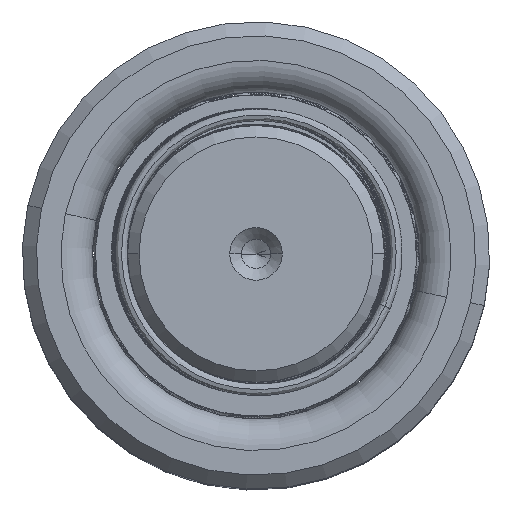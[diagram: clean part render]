
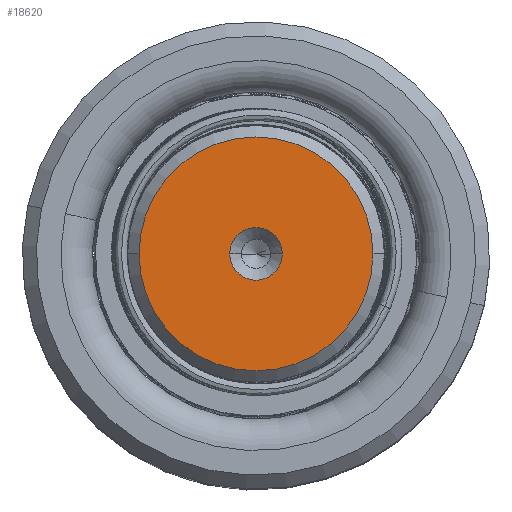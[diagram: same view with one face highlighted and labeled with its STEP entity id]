
A CAD part, top view. The second image highlights one B-rep face of the part: STEP entity #18620.
In plain terms, the highlighted planar face has unit normal (0, 0, 1).
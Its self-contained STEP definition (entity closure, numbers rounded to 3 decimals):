
#17 = CARTESIAN_POINT ( 'NONE',  ( 0., 0., 130. ) ) ;
#276 = DIRECTION ( 'NONE',  ( 0., 0., 1. ) ) ;
#535 = DIRECTION ( 'NONE',  ( 1., 0., 0. ) ) ;
#1130 = PLANE ( 'NONE',  #16302 ) ;
#2705 = DIRECTION ( 'NONE',  ( 1., 0., 0. ) ) ;
#3185 = CIRCLE ( 'NONE', #45999, 2.25 ) ;
#3588 = DIRECTION ( 'NONE',  ( 0., 0., 1. ) ) ;
#3790 = CARTESIAN_POINT ( 'NONE',  ( -2.25, 0., 130. ) ) ;
#3809 = CARTESIAN_POINT ( 'NONE',  ( 2.25, 0., 130. ) ) ;
#4443 = FACE_BOUND ( 'NONE', #13793, .T. ) ;
#4543 = ORIENTED_EDGE ( 'NONE', *, *, #21002, .F. ) ;
#7822 = CIRCLE ( 'NONE', #29906, 10.009 ) ;
#8044 = CARTESIAN_POINT ( 'NONE',  ( 0., 0., 130. ) ) ;
#11387 = FACE_OUTER_BOUND ( 'NONE', #16199, .T. ) ;
#13793 = EDGE_LOOP ( 'NONE', ( #24642, #4543 ) ) ;
#16199 = EDGE_LOOP ( 'NONE', ( #16292, #36030 ) ) ;
#16240 = CARTESIAN_POINT ( 'NONE',  ( 0., 0., 130. ) ) ;
#16292 = ORIENTED_EDGE ( 'NONE', *, *, #44341, .T. ) ;
#16302 = AXIS2_PLACEMENT_3D ( 'NONE', #16240, #36366, #535 ) ;
#18307 = CARTESIAN_POINT ( 'NONE',  ( 0., 0., 130. ) ) ;
#18620 = ADVANCED_FACE ( 'NONE', ( #4443, #11387 ), #1130, .T. ) ;
#18784 = DIRECTION ( 'NONE',  ( 1., 0., 0. ) ) ;
#20614 = CARTESIAN_POINT ( 'NONE',  ( 10.009, 0., 130. ) ) ;
#21002 = EDGE_CURVE ( 'NONE', #43090, #23199, #3185, .T. ) ;
#22025 = AXIS2_PLACEMENT_3D ( 'NONE', #17, #3588, #25987 ) ;
#22040 = DIRECTION ( 'NONE',  ( 0., 0., 1. ) ) ;
#22402 = VERTEX_POINT ( 'NONE', #20614 ) ;
#23199 = VERTEX_POINT ( 'NONE', #3809 ) ;
#23691 = CARTESIAN_POINT ( 'NONE',  ( -10.009, 0., 130. ) ) ;
#24619 = CARTESIAN_POINT ( 'NONE',  ( 0., 0., 130. ) ) ;
#24642 = ORIENTED_EDGE ( 'NONE', *, *, #42264, .F. ) ;
#25423 = CIRCLE ( 'NONE', #36063, 2.25 ) ;
#25987 = DIRECTION ( 'NONE',  ( 1., 0., 0. ) ) ;
#29906 = AXIS2_PLACEMENT_3D ( 'NONE', #24619, #35947, #2705 ) ;
#32886 = DIRECTION ( 'NONE',  ( 1., 0., 0. ) ) ;
#33807 = EDGE_CURVE ( 'NONE', #22402, #42022, #44124, .T. ) ;
#35947 = DIRECTION ( 'NONE',  ( 0., 0., 1. ) ) ;
#36030 = ORIENTED_EDGE ( 'NONE', *, *, #33807, .T. ) ;
#36063 = AXIS2_PLACEMENT_3D ( 'NONE', #8044, #276, #18784 ) ;
#36366 = DIRECTION ( 'NONE',  ( 0., 0., 1. ) ) ;
#42022 = VERTEX_POINT ( 'NONE', #23691 ) ;
#42264 = EDGE_CURVE ( 'NONE', #23199, #43090, #25423, .T. ) ;
#43090 = VERTEX_POINT ( 'NONE', #3790 ) ;
#44124 = CIRCLE ( 'NONE', #22025, 10.009 ) ;
#44341 = EDGE_CURVE ( 'NONE', #42022, #22402, #7822, .T. ) ;
#45999 = AXIS2_PLACEMENT_3D ( 'NONE', #18307, #22040, #32886 ) ;
